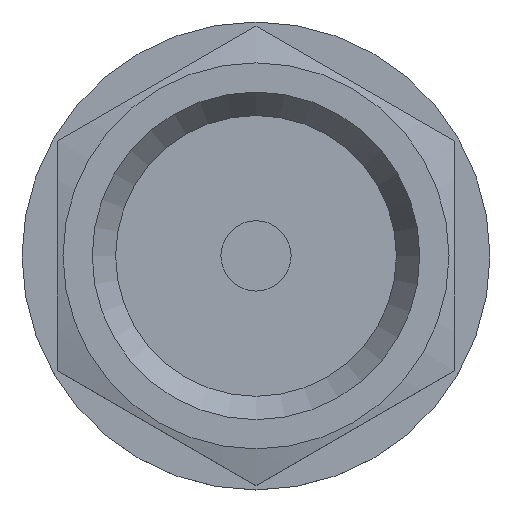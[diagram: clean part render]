
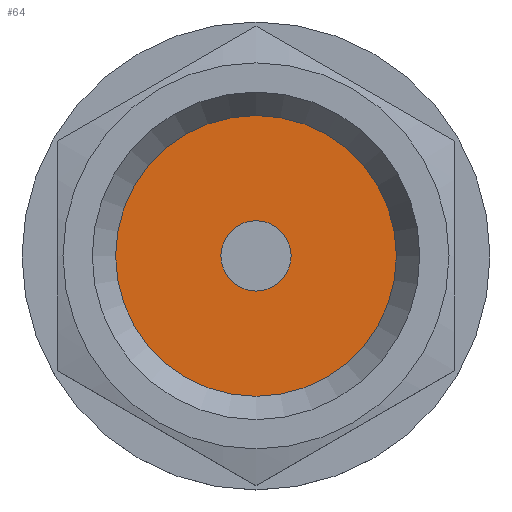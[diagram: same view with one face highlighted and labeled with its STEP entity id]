
A CAD part, top view. The second image highlights one B-rep face of the part: STEP entity #64.
In plain terms, the highlighted planar face has unit normal (0, 0, 1).
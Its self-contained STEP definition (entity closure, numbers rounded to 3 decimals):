
#64 = ADVANCED_FACE( '', ( #138, #139 ), #140, .T. );
#138 = FACE_OUTER_BOUND( '', #217, .T. );
#139 = FACE_BOUND( '', #218, .T. );
#140 = PLANE( '', #219 );
#217 = EDGE_LOOP( '', ( #326 ) );
#218 = EDGE_LOOP( '', ( #327 ) );
#219 = AXIS2_PLACEMENT_3D( '', #328, #329, #330 );
#326 = ORIENTED_EDGE( '', *, *, #422, .T. );
#327 = ORIENTED_EDGE( '', *, *, #429, .F. );
#328 = CARTESIAN_POINT( '', ( 0., 0., 8.5 ) );
#329 = DIRECTION( '', ( 0., 0., 1. ) );
#330 = DIRECTION( '', ( 1., 0., 0. ) );
#422 = EDGE_CURVE( '', #492, #492, #493, .T. );
#429 = EDGE_CURVE( '', #502, #502, #503, .T. );
#492 = VERTEX_POINT( '', #604 );
#493 = CIRCLE( '', #605, 6. );
#502 = VERTEX_POINT( '', #615 );
#503 = CIRCLE( '', #616, 1.5 );
#604 = CARTESIAN_POINT( '', ( 6., 0., 8.5 ) );
#605 = AXIS2_PLACEMENT_3D( '', #664, #665, #666 );
#615 = CARTESIAN_POINT( '', ( 1.5, 0., 8.5 ) );
#616 = AXIS2_PLACEMENT_3D( '', #674, #675, #676 );
#664 = CARTESIAN_POINT( '', ( 0., 0., 8.5 ) );
#665 = DIRECTION( '', ( 0., 0., 1. ) );
#666 = DIRECTION( '', ( 1., 0., 0. ) );
#674 = CARTESIAN_POINT( '', ( 0., 0., 8.5 ) );
#675 = DIRECTION( '', ( 0., 0., 1. ) );
#676 = DIRECTION( '', ( 1., 0., 0. ) );
